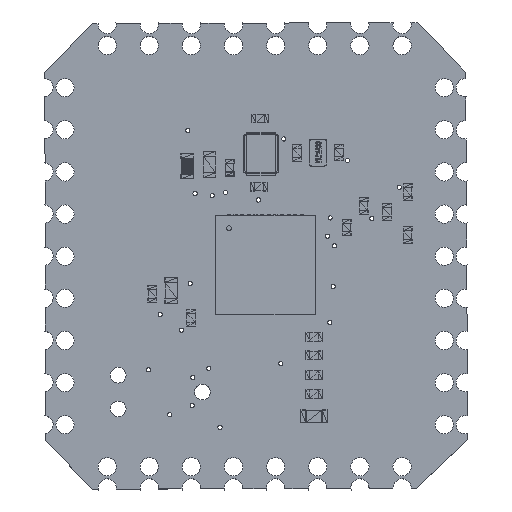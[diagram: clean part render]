
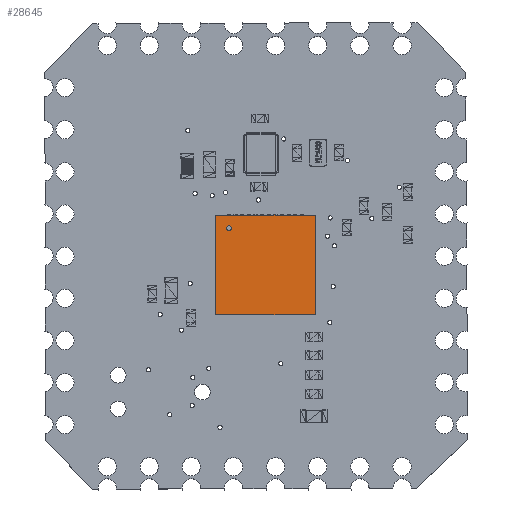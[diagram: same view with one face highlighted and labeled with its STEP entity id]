
A CAD part, top view. The second image highlights one B-rep face of the part: STEP entity #28645.
In plain terms, the highlighted face is planar.
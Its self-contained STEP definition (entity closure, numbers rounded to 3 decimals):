
#28608 = VERTEX_POINT('',#28609);
#28609 = CARTESIAN_POINT('',(-2.214,0.848,3.301));
#28627 = VERTEX_POINT('',#28628);
#28628 = CARTESIAN_POINT('',(-2.214,0.848,3.601));
#28634 = EDGE_CURVE('',#28608,#28627,#28635,.T.);
#28635 = CIRCLE('',#28636,0.15);
#28636 = AXIS2_PLACEMENT_3D('',#28637,#28638,#28639);
#28637 = CARTESIAN_POINT('',(-2.214,0.848,3.451));
#28638 = DIRECTION('',(0.,1.,0.));
#28639 = DIRECTION('',(0.,0.,-1.));
#28645 = ADVANCED_FACE('',(#28646,#28656),#28690,.F.);
#28646 = FACE_BOUND('',#28647,.T.);
#28647 = EDGE_LOOP('',(#28648,#28649));
#28648 = ORIENTED_EDGE('',*,*,#28634,.F.);
#28649 = ORIENTED_EDGE('',*,*,#28650,.F.);
#28650 = EDGE_CURVE('',#28627,#28608,#28651,.T.);
#28651 = CIRCLE('',#28652,0.15);
#28652 = AXIS2_PLACEMENT_3D('',#28653,#28654,#28655);
#28653 = CARTESIAN_POINT('',(-2.214,0.848,3.451));
#28654 = DIRECTION('',(0.,1.,0.));
#28655 = DIRECTION('',(0.,0.,-1.));
#28656 = FACE_BOUND('',#28657,.T.);
#28657 = EDGE_LOOP('',(#28658,#28668,#28676,#28684));
#28658 = ORIENTED_EDGE('',*,*,#28659,.F.);
#28659 = EDGE_CURVE('',#28660,#28662,#28664,.T.);
#28660 = VERTEX_POINT('',#28661);
#28661 = CARTESIAN_POINT('',(-3.014,0.848,-1.749));
#28662 = VERTEX_POINT('',#28663);
#28663 = CARTESIAN_POINT('',(2.986,0.848,-1.749));
#28664 = LINE('',#28665,#28666);
#28665 = CARTESIAN_POINT('',(-0.014,0.848,-1.749)
  );
#28666 = VECTOR('',#28667,1.);
#28667 = DIRECTION('',(1.,0.,0.));
#28668 = ORIENTED_EDGE('',*,*,#28669,.F.);
#28669 = EDGE_CURVE('',#28670,#28660,#28672,.T.);
#28670 = VERTEX_POINT('',#28671);
#28671 = CARTESIAN_POINT('',(-3.014,0.848,4.251));
#28672 = LINE('',#28673,#28674);
#28673 = CARTESIAN_POINT('',(-3.014,0.848,-0.249));
#28674 = VECTOR('',#28675,1.);
#28675 = DIRECTION('',(0.,0.,-1.));
#28676 = ORIENTED_EDGE('',*,*,#28677,.F.);
#28677 = EDGE_CURVE('',#28678,#28670,#28680,.T.);
#28678 = VERTEX_POINT('',#28679);
#28679 = CARTESIAN_POINT('',(2.986,0.848,4.251));
#28680 = LINE('',#28681,#28682);
#28681 = CARTESIAN_POINT('',(-0.014,0.848,4.251)
  );
#28682 = VECTOR('',#28683,1.);
#28683 = DIRECTION('',(-1.,0.,0.));
#28684 = ORIENTED_EDGE('',*,*,#28685,.F.);
#28685 = EDGE_CURVE('',#28662,#28678,#28686,.T.);
#28686 = LINE('',#28687,#28688);
#28687 = CARTESIAN_POINT('',(2.986,0.848,-0.249));
#28688 = VECTOR('',#28689,1.);
#28689 = DIRECTION('',(0.,0.,1.));
#28690 = PLANE('',#28691);
#28691 = AXIS2_PLACEMENT_3D('',#28692,#28693,#28694);
#28692 = CARTESIAN_POINT('',(-0.014,0.848,-0.249)
  );
#28693 = DIRECTION('',(0.,-1.,0.));
#28694 = DIRECTION('',(0.,0.,-1.));
